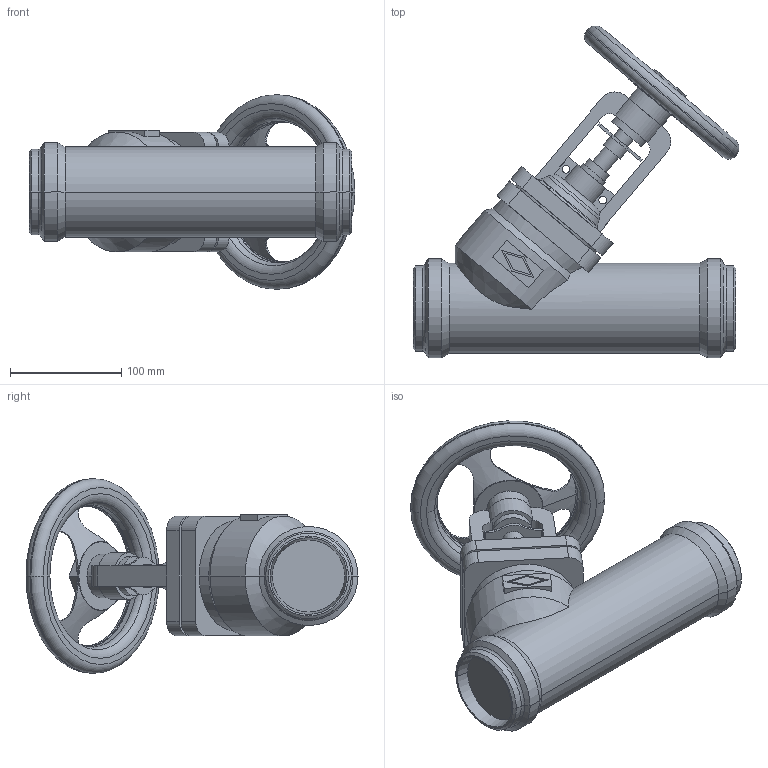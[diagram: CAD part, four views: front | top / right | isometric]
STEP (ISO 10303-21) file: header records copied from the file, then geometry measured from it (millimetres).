
FILE_DESCRIPTION(('OneSpaceDesigner STEP Export'),'2;1');
FILE_NAME('c000003942.stp','2009-09-17T 8:59:49',(''),(''),'OneSpace Designer STEP processor for AP214 (Solid Model)','OneSpace Modeling 15.50B 03-Nov-2007 (C) CoCreate Software GmbH','');
FILE_SCHEMA(('AUTOMOTIVE_DESIGN { 1 0 10303 214 1 1 1 1 }'));
Length unit declared in the file: millimetre
Products named in the file (1): 1
Bounding box: 292.69 x 298.36 x 175 mm (x, y, z)
Volume: 2608170.7 mm3; surface area: 210168.2 mm2
Topology: 1 solids, 1 shells, 206 faces, 542 edges, 348 vertices
Faces by surface type: plane 75, cylinder 71, torus 32, cone 28
Entity records: 8383 total; most frequent: CARTESIAN_POINT 1978, ORIENTED_EDGE 1084, DIRECTION 871, EDGE_CURVE 542, VERTEX_POINT 348, AXIS2_PLACEMENT_3D 318, VECTOR 235, LINE 235
